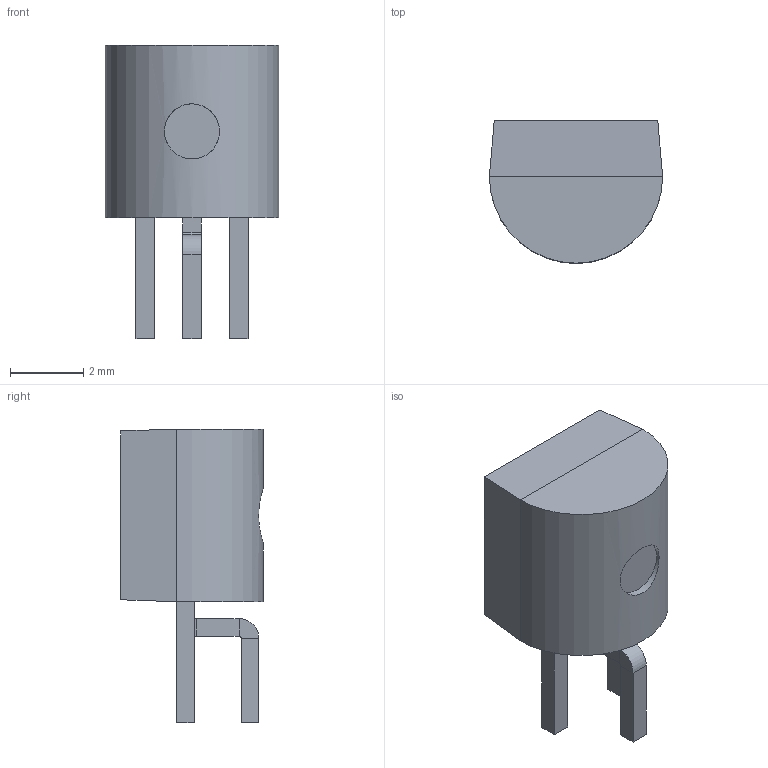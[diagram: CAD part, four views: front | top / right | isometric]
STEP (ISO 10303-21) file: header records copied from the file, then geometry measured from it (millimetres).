
FILE_DESCRIPTION(('FreeCAD Model'),'2;1');
FILE_NAME('TO92.stp', '2014-10-30T18:12:54',('FreeCAD'),('FreeCAD'), 'Open CASCADE STEP processor 6.6','FreeCAD','Unknown');
FILE_SCHEMA(('AUTOMOTIVE_DESIGN_CC2 { 1 2 10303 214 -1 1 5 4 }'));
Length unit declared in the file: millimetre
Products named in the file (2): Cut001; Fusion001
Bounding box: 4.72 x 3.88 x 8 mm (x, y, z)
Volume: 75.9 mm3; surface area: 125.5 mm2
Topology: 4 solids, 4 shells, 44 faces, 85 edges, 50 vertices
Faces by surface type: plane 38, cylinder 6
Full cylindrical faces by diameter (mm): 1.5 x1
Entity records: 2489 total; most frequent: CARTESIAN_POINT 649, DIRECTION 334, LINE 216, VECTOR 216, ORIENTED_EDGE 170, PCURVE 170, DEFINITIONAL_REPRESENTATION 170, EDGE_CURVE 85
